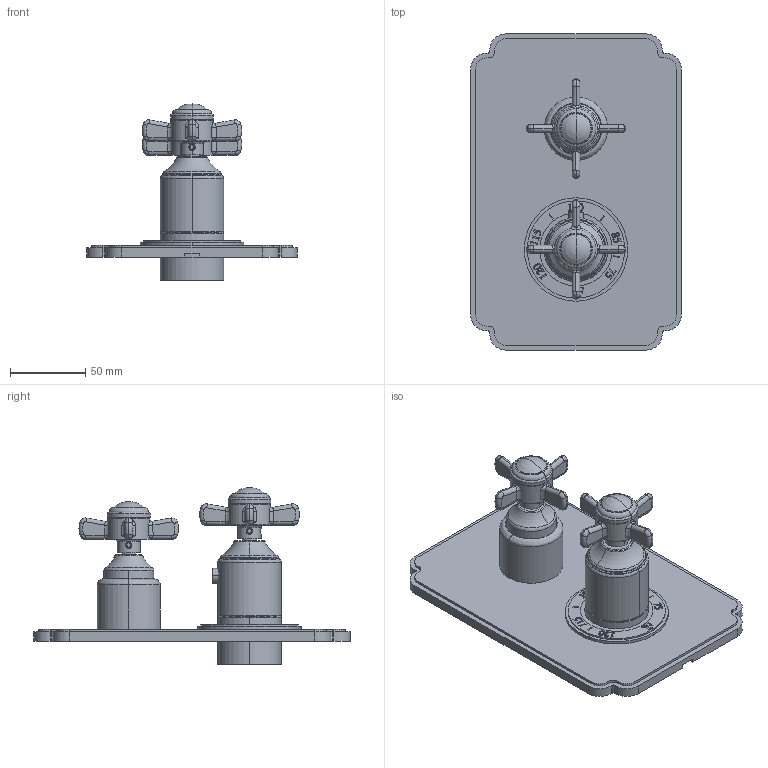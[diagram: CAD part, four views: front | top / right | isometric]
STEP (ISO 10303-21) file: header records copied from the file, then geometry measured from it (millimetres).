
FILE_DESCRIPTION((''),'2;1');
FILE_NAME('3-1003TS_ASM','2015-12-04T',('rsmith'),(''),'PRO/ENGINEER BY PARAMETRIC TECHNOLOGY CORPORATION, 2013150','PRO/ENGINEER BY PARAMETRIC TECHNOLOGY CORPORATION, 2013150','');
FILE_SCHEMA(('CONFIG_CONTROL_DESIGN'));
Length unit declared in the file: inch
Products named in the file (25): 12343_AF0; H-78_2_FEET_AF0; 91678; 2-990_AF0_ASM; 12358; 91249; 91080; 2-989_ASM; 91308; 12344; 12345_AF0; 12352; 12353; 92849; 92137; 91246; 2-991_ASM; 10637; 10937; 10814; 91023; 92000; 2-270_ASM; 92113; 3-1003TS_ASM
Assembly tree (27 placements, depth 3):
  3-1003TS_ASM
    2-990_AF0_ASM
      12343_AF0
      H-78_2_FEET_AF0
      91678
    2-989_ASM
      12358
      91249
      91080
    91308
    12344
    12345_AF0
    2-991_ASM
      12352
      12353
      92849
      92137
      91246
    2-270_ASM  x2
      10637
      10937
      10814
      91023
      92000
    92113  x2
Bounding box: 139.7 x 209.55 x 117.19 mm (x, y, z)
Volume: 177152.7 mm3; surface area: 229589.7 mm2
Topology: 28 solids, 41 shells, 2939 faces, 7661 edges, 4883 vertices
Faces by surface type: plane 955, cylinder 823, bspline 390, extrusion 366, torus 196, cone 185, sphere 16, revolution 8
Entity records: 105118 total; most frequent: CARTESIAN_POINT 51800, ORIENTED_EDGE 11893, DIRECTION 9303, EDGE_CURVE 5971, VERTEX_POINT 3835, AXIS2_PLACEMENT_3D 3259, VECTOR 2777, B_SPLINE_CURVE_WITH_KNOTS 2476
